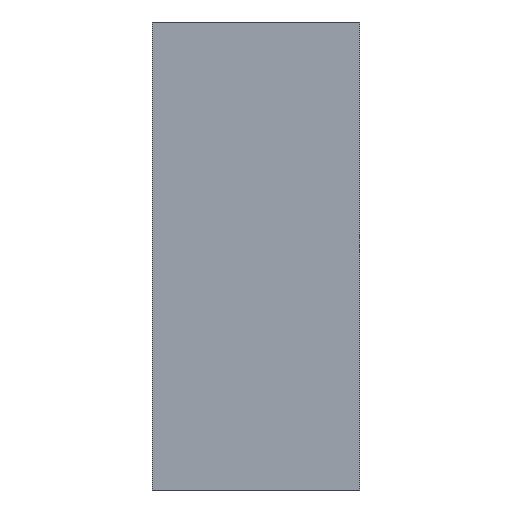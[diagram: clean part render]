
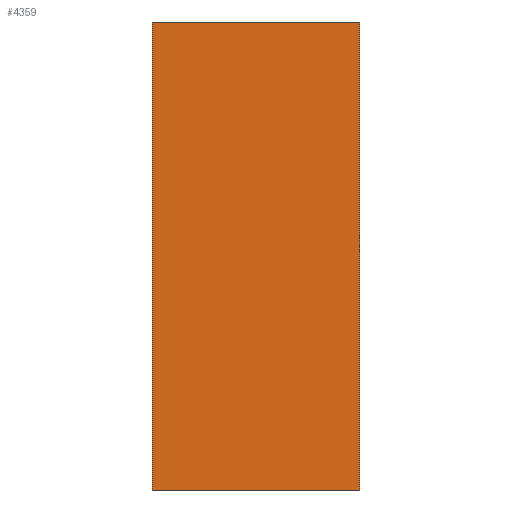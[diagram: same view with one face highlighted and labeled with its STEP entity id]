
A CAD part, front view. The second image highlights one B-rep face of the part: STEP entity #4359.
In plain terms, the highlighted free-form (B-spline) face has degree [1, 1] with [2, 2] control points.
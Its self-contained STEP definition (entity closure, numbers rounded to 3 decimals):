
#3803 = VERTEX_POINT('',#3804);
#3804 = CARTESIAN_POINT('',(-37.301,-2.914,
    83.927));
#3809 = EDGE_CURVE('',#3810,#3803,#3812,.T.);
#3810 = VERTEX_POINT('',#3811);
#3811 = CARTESIAN_POINT('',(37.301,-2.914,
    83.927));
#3812 = B_SPLINE_CURVE_WITH_KNOTS('',1,(#3813,#3814),.UNSPECIFIED.,.F.,
  .F.,(2,2),(-60.96,-0.),.PIECEWISE_BEZIER_KNOTS.);
#3813 = CARTESIAN_POINT('',(37.301,-2.914,
    83.927));
#3814 = CARTESIAN_POINT('',(-37.301,-2.914,
    83.927));
#3831 = EDGE_CURVE('',#3832,#3810,#3834,.T.);
#3832 = VERTEX_POINT('',#3833);
#3833 = CARTESIAN_POINT('',(37.301,-2.914,
    -83.927));
#3834 = B_SPLINE_CURVE_WITH_KNOTS('',1,(#3835,#3836),.UNSPECIFIED.,.F.,
  .F.,(2,2),(-137.16,0.),.PIECEWISE_BEZIER_KNOTS.);
#3835 = CARTESIAN_POINT('',(37.301,-2.914,
    -83.927));
#3836 = CARTESIAN_POINT('',(37.301,-2.914,
    83.927));
#3853 = EDGE_CURVE('',#3854,#3832,#3856,.T.);
#3854 = VERTEX_POINT('',#3855);
#3855 = CARTESIAN_POINT('',(-37.301,-2.914,
    -83.927));
#3856 = B_SPLINE_CURVE_WITH_KNOTS('',1,(#3857,#3858),.UNSPECIFIED.,.F.,
  .F.,(2,2),(0.,60.96),.PIECEWISE_BEZIER_KNOTS.);
#3857 = CARTESIAN_POINT('',(-37.301,-2.914,
    -83.927));
#3858 = CARTESIAN_POINT('',(37.301,-2.914,
    -83.927));
#3875 = EDGE_CURVE('',#3803,#3854,#3876,.T.);
#3876 = B_SPLINE_CURVE_WITH_KNOTS('',1,(#3877,#3878),.UNSPECIFIED.,.F.,
  .F.,(2,2),(0.,137.16),.PIECEWISE_BEZIER_KNOTS.);
#3877 = CARTESIAN_POINT('',(-37.301,-2.914,
    83.927));
#3878 = CARTESIAN_POINT('',(-37.301,-2.914,
    -83.927));
#4359 = ADVANCED_FACE('',(#4360),#4366,.T.);
#4360 = FACE_BOUND('',#4361,.T.);
#4361 = EDGE_LOOP('',(#4362,#4363,#4364,#4365));
#4362 = ORIENTED_EDGE('',*,*,#3875,.T.);
#4363 = ORIENTED_EDGE('',*,*,#3853,.T.);
#4364 = ORIENTED_EDGE('',*,*,#3831,.T.);
#4365 = ORIENTED_EDGE('',*,*,#3809,.T.);
#4366 = B_SPLINE_SURFACE_WITH_KNOTS('',1,1,(
    (#4367,#4368)
    ,(#4369,#4370
  )),.UNSPECIFIED.,.F.,.F.,.F.,(2,2),(2,2),(-68.58,68.58),(-30.48,30.48)
  ,.PIECEWISE_BEZIER_KNOTS.);
#4367 = CARTESIAN_POINT('',(-37.301,-2.914,
    83.927));
#4368 = CARTESIAN_POINT('',(37.301,-2.914,
    83.927));
#4369 = CARTESIAN_POINT('',(-37.301,-2.914,
    -83.927));
#4370 = CARTESIAN_POINT('',(37.301,-2.914,
    -83.927));
